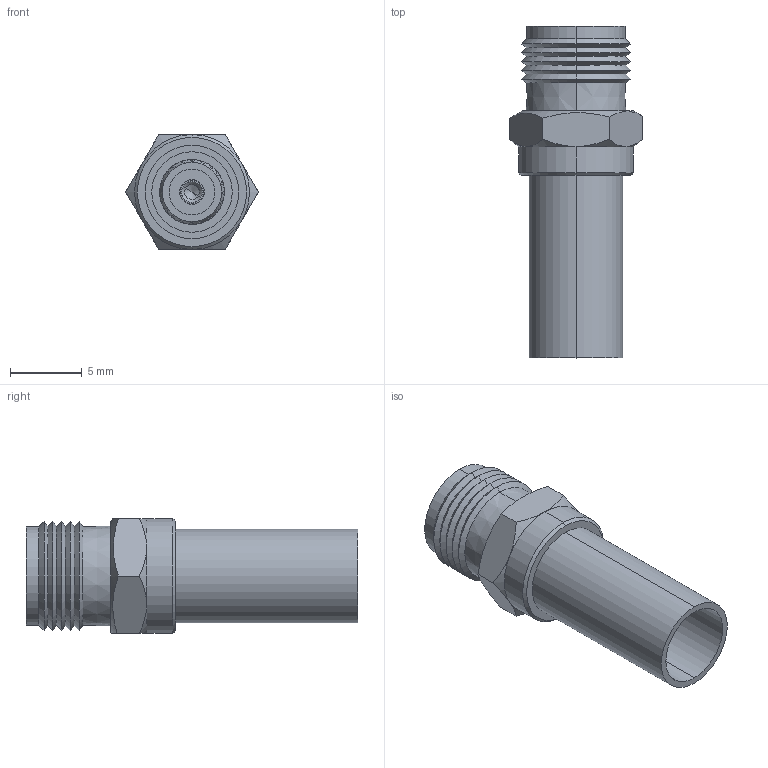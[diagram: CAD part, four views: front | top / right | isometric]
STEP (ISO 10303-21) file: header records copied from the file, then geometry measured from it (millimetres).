
FILE_DESCRIPTION (( 'STEP AP214' ), '1' );
FILE_NAME ('FMCN1747_3D.STEP', '2021-09-20T17:28:56', ( '' ), ( '' ), 'SwSTEP 2.0', 'SolidWorks 2021', '' );
FILE_SCHEMA (( 'AUTOMOTIVE_DESIGN' ));
Length unit declared in the file: inch
Products named in the file (4): PE4412-MA2; FMCN1747_3D; PE4412-MA3; PE4412-MA1
Assembly tree (3 placements, depth 2):
  FMCN1747_3D
    PE4412-MA1
    PE4412-MA2
    PE4412-MA3
Bounding box: 9.24 x 23.1 x 8 mm (x, y, z)
Volume: 488.8 mm3; surface area: 1305.2 mm2
Topology: 3 solids, 3 shells, 546 faces, 1232 edges, 697 vertices
Faces by surface type: bspline 320, cylinder 114, plane 61, cone 51
Entity records: 19783 total; most frequent: CARTESIAN_POINT 10665, ORIENTED_EDGE 2456, EDGE_CURVE 1228, DIRECTION 902, VERTEX_POINT 697, EDGE_LOOP 561, FACE_OUTER_BOUND 546, ADVANCED_FACE 546
